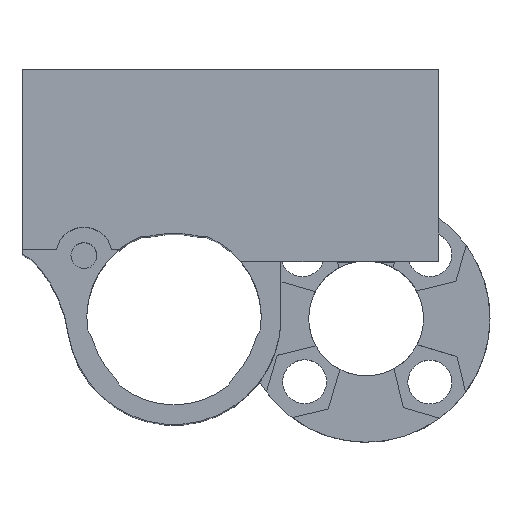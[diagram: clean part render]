
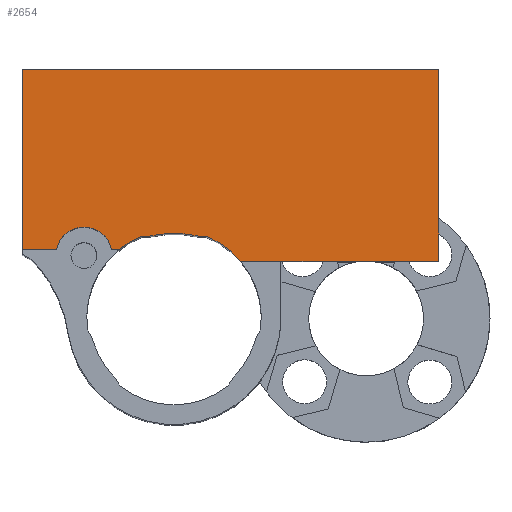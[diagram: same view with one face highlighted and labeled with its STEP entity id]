
A CAD part, top view. The second image highlights one B-rep face of the part: STEP entity #2654.
In plain terms, the highlighted planar face has unit normal (0, 0, 1).
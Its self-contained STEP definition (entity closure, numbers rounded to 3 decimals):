
#34=(
BOUNDED_CURVE()
B_SPLINE_CURVE(2,(#4144,#4145,#4146),.UNSPECIFIED.,.F.,.F.)
B_SPLINE_CURVE_WITH_KNOTS((3,3),(0.352,0.357),
 .UNSPECIFIED.)
CURVE()
GEOMETRIC_REPRESENTATION_ITEM()
RATIONAL_B_SPLINE_CURVE((1.,1.,1.))
REPRESENTATION_ITEM('')
);
#35=(
BOUNDED_CURVE()
B_SPLINE_CURVE(2,(#4155,#4156,#4157),.UNSPECIFIED.,.F.,.F.)
B_SPLINE_CURVE_WITH_KNOTS((3,3),(0.07,0.074),
 .UNSPECIFIED.)
CURVE()
GEOMETRIC_REPRESENTATION_ITEM()
RATIONAL_B_SPLINE_CURVE((1.,1.,1.))
REPRESENTATION_ITEM('')
);
#189=FACE_OUTER_BOUND('',#336,.T.);
#336=EDGE_LOOP('',(#2004,#2005,#2006,#2007,#2008,#2009,#2010,#2011,#2012,
#2013,#2014,#2015,#2016,#2017,#2018,#2019));
#446=CIRCLE('',#2837,2.5);
#447=CIRCLE('',#2838,7.75);
#448=CIRCLE('',#2839,5.75);
#449=CIRCLE('',#2840,7.5);
#450=CIRCLE('',#2841,5.75);
#451=CIRCLE('',#2842,7.75);
#559=LINE('',#3877,#817);
#580=LINE('',#3923,#838);
#608=LINE('',#4011,#866);
#661=LINE('',#4167,#919);
#664=LINE('',#4173,#922);
#665=LINE('',#4175,#923);
#666=LINE('',#4179,#924);
#667=LINE('',#4189,#925);
#817=VECTOR('',#3071,1000.);
#838=VECTOR('',#3102,10.);
#866=VECTOR('',#3170,10.);
#919=VECTOR('',#3321,10.);
#922=VECTOR('',#3326,1000.);
#923=VECTOR('',#3327,10.);
#924=VECTOR('',#3330,10.);
#925=VECTOR('',#3341,1000.);
#1074=VERTEX_POINT('',#3874);
#1075=VERTEX_POINT('',#3876);
#1095=VERTEX_POINT('',#3922);
#1131=VERTEX_POINT('',#4008);
#1132=VERTEX_POINT('',#4010);
#1176=VERTEX_POINT('',#4143);
#1178=VERTEX_POINT('',#4153);
#1180=VERTEX_POINT('',#4165);
#1182=VERTEX_POINT('',#4172);
#1183=VERTEX_POINT('',#4174);
#1184=VERTEX_POINT('',#4176);
#1185=VERTEX_POINT('',#4178);
#1186=VERTEX_POINT('',#4180);
#1187=VERTEX_POINT('',#4182);
#1188=VERTEX_POINT('',#4184);
#1189=VERTEX_POINT('',#4186);
#1350=EDGE_CURVE('',#1074,#1075,#559,.T.);
#1373=EDGE_CURVE('',#1075,#1095,#580,.T.);
#1415=EDGE_CURVE('',#1132,#1131,#608,.T.);
#1483=EDGE_CURVE('',#1176,#1132,#34,.T.);
#1487=EDGE_CURVE('',#1131,#1178,#35,.T.);
#1492=EDGE_CURVE('',#1180,#1074,#661,.T.);
#1495=EDGE_CURVE('',#1182,#1178,#664,.T.);
#1496=EDGE_CURVE('',#1183,#1182,#665,.T.);
#1497=EDGE_CURVE('',#1184,#1183,#446,.T.);
#1498=EDGE_CURVE('',#1185,#1184,#666,.T.);
#1499=EDGE_CURVE('',#1186,#1185,#447,.T.);
#1500=EDGE_CURVE('',#1187,#1186,#448,.T.);
#1501=EDGE_CURVE('',#1188,#1187,#449,.T.);
#1502=EDGE_CURVE('',#1189,#1188,#450,.T.);
#1503=EDGE_CURVE('',#1095,#1189,#451,.T.);
#1504=EDGE_CURVE('',#1176,#1180,#667,.T.);
#2004=ORIENTED_EDGE('',*,*,#1483,.T.);
#2005=ORIENTED_EDGE('',*,*,#1415,.T.);
#2006=ORIENTED_EDGE('',*,*,#1487,.T.);
#2007=ORIENTED_EDGE('',*,*,#1495,.F.);
#2008=ORIENTED_EDGE('',*,*,#1496,.F.);
#2009=ORIENTED_EDGE('',*,*,#1497,.F.);
#2010=ORIENTED_EDGE('',*,*,#1498,.F.);
#2011=ORIENTED_EDGE('',*,*,#1499,.F.);
#2012=ORIENTED_EDGE('',*,*,#1500,.F.);
#2013=ORIENTED_EDGE('',*,*,#1501,.F.);
#2014=ORIENTED_EDGE('',*,*,#1502,.F.);
#2015=ORIENTED_EDGE('',*,*,#1503,.F.);
#2016=ORIENTED_EDGE('',*,*,#1373,.F.);
#2017=ORIENTED_EDGE('',*,*,#1350,.F.);
#2018=ORIENTED_EDGE('',*,*,#1492,.F.);
#2019=ORIENTED_EDGE('',*,*,#1504,.F.);
#2557=PLANE('',#2836);
#2654=ADVANCED_FACE('',(#189),#2557,.T.);
#2836=AXIS2_PLACEMENT_3D('',#4171,#3324,#3325);
#2837=AXIS2_PLACEMENT_3D('',#4177,#3328,#3329);
#2838=AXIS2_PLACEMENT_3D('',#4181,#3331,#3332);
#2839=AXIS2_PLACEMENT_3D('',#4183,#3333,#3334);
#2840=AXIS2_PLACEMENT_3D('',#4185,#3335,#3336);
#2841=AXIS2_PLACEMENT_3D('',#4187,#3337,#3338);
#2842=AXIS2_PLACEMENT_3D('',#4188,#3339,#3340);
#3071=DIRECTION('',(0.,-1.,0.));
#3102=DIRECTION('',(-1.,0.,0.));
#3170=DIRECTION('',(0.,-1.,0.));
#3321=DIRECTION('',(1.,0.,0.));
#3324=DIRECTION('center_axis',(0.,0.,1.));
#3325=DIRECTION('ref_axis',(-1.,0.,0.));
#3326=DIRECTION('',(0.,1.,0.));
#3327=DIRECTION('',(-1.,0.,0.));
#3328=DIRECTION('center_axis',(0.,0.,1.));
#3329=DIRECTION('ref_axis',(-1.,0.,0.));
#3330=DIRECTION('',(-1.,0.,0.));
#3331=DIRECTION('center_axis',(0.,0.,1.));
#3332=DIRECTION('ref_axis',(-1.,0.,0.));
#3333=DIRECTION('center_axis',(0.,0.,-1.));
#3334=DIRECTION('ref_axis',(0.205,-0.979,0.));
#3335=DIRECTION('center_axis',(0.,0.,1.));
#3336=DIRECTION('ref_axis',(0.,1.,0.));
#3337=DIRECTION('center_axis',(0.,0.,-1.));
#3338=DIRECTION('ref_axis',(-0.205,-0.979,0.));
#3339=DIRECTION('center_axis',(0.,0.,1.));
#3340=DIRECTION('ref_axis',(-1.,0.,0.));
#3341=DIRECTION('',(0.,1.,0.));
#3874=CARTESIAN_POINT('',(-41.44,25.,58.));
#3876=CARTESIAN_POINT('',(-41.44,8.,58.));
#3877=CARTESIAN_POINT('',(-41.44,24.,58.));
#3922=CARTESIAN_POINT('',(-59.019,8.,58.));
#3923=CARTESIAN_POINT('',(-53.19,8.,58.));
#4008=CARTESIAN_POINT('',(-78.4,10.282,58.));
#4010=CARTESIAN_POINT('',(-78.4,24.78,58.));
#4011=CARTESIAN_POINT('',(-78.4,8.,58.));
#4143=CARTESIAN_POINT('',(-78.44,24.762,58.));
#4144=CARTESIAN_POINT('Ctrl Pts',(-78.44,24.762,58.));
#4145=CARTESIAN_POINT('Ctrl Pts',(-78.42,24.771,58.));
#4146=CARTESIAN_POINT('Ctrl Pts',(-78.4,24.78,58.));
#4153=CARTESIAN_POINT('',(-78.44,10.294,58.));
#4155=CARTESIAN_POINT('Ctrl Pts',(-78.4,10.282,58.));
#4156=CARTESIAN_POINT('Ctrl Pts',(-78.42,10.288,58.));
#4157=CARTESIAN_POINT('Ctrl Pts',(-78.44,10.294,58.));
#4165=CARTESIAN_POINT('',(-78.44,25.,58.));
#4167=CARTESIAN_POINT('',(-70.19,25.,58.));
#4171=CARTESIAN_POINT('Origin',(-64.94,0.,58.));
#4172=CARTESIAN_POINT('',(-78.44,9.,58.));
#4173=CARTESIAN_POINT('',(-78.44,16.,58.));
#4174=CARTESIAN_POINT('',(-75.389,9.,58.));
#4175=CARTESIAN_POINT('',(-53.19,9.,58.));
#4176=CARTESIAN_POINT('',(-70.491,9.,58.));
#4177=CARTESIAN_POINT('Origin',(-72.94,8.5,58.));
#4178=CARTESIAN_POINT('',(-69.845,9.,58.));
#4179=CARTESIAN_POINT('',(-53.19,9.,58.));
#4180=CARTESIAN_POINT('',(-67.818,10.196,58.));
#4181=CARTESIAN_POINT('Origin',(-64.94,3.,58.));
#4182=CARTESIAN_POINT('',(-66.477,10.315,58.));
#4183=CARTESIAN_POINT('Origin',(-67.655,15.943,58.));
#4184=CARTESIAN_POINT('',(-63.403,10.315,58.));
#4185=CARTESIAN_POINT('Origin',(-64.94,2.974,58.));
#4186=CARTESIAN_POINT('',(-62.062,10.196,58.));
#4187=CARTESIAN_POINT('Origin',(-62.225,15.943,58.));
#4188=CARTESIAN_POINT('Origin',(-64.94,3.,58.));
#4189=CARTESIAN_POINT('',(-78.44,16.,58.));
